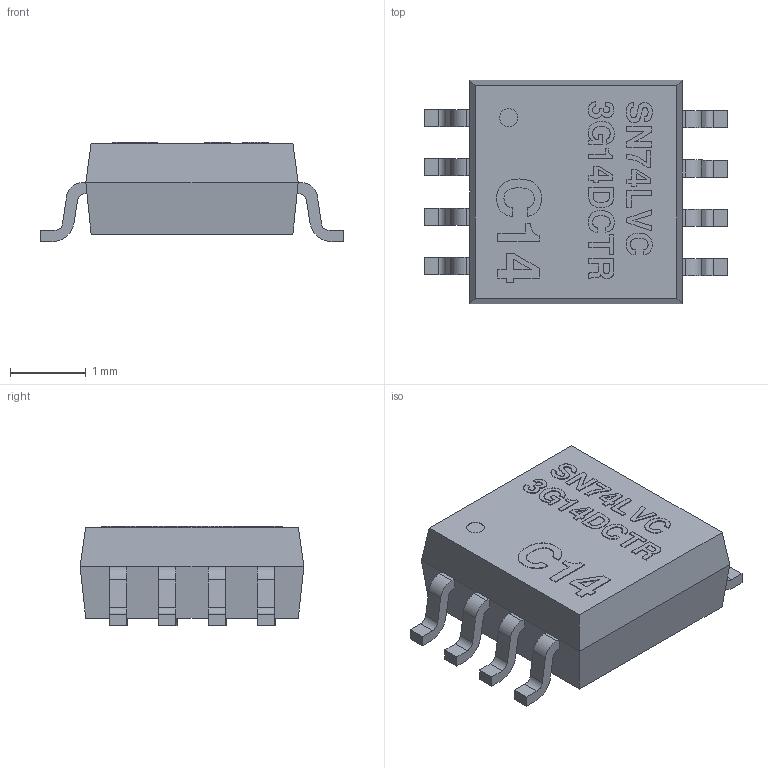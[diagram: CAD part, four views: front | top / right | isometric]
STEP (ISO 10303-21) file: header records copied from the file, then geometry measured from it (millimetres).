
FILE_DESCRIPTION(('FreeCAD Model'),'2;1');
FILE_NAME('Texas_Instruments_SN74LVC3G14DCTR.step','2019-07-22T16:15:44',('Author'),(''), 'Open CASCADE STEP processor 7.3','FreeCAD','Unknown');
FILE_SCHEMA(('AUTOMOTIVE_DESIGN { 1 0 10303 214 1 1 1 1 }'));
Length unit declared in the file: millimetre
Products named in the file (1): SN74LVC3G14DCTR
Bounding box: 4 x 2.95 x 1.31 mm (x, y, z)
Volume: 9.7 mm3; surface area: 35 mm2
Topology: 1 solids, 1 shells, 417 faces, 1153 edges, 762 vertices
Faces by surface type: plane 226, extrusion 150, cylinder 33, bspline 8
Full cylindrical faces by diameter (mm): 0.237 x1
Entity records: 16301 total; most frequent: CARTESIAN_POINT 3337, ORIENTED_EDGE 2306, DIRECTION 1557, EDGE_CURVE 1153, VECTOR 905, VERTEX_POINT 762, LINE 755, B_SPLINE_CURVE_WITH_KNOTS 482
